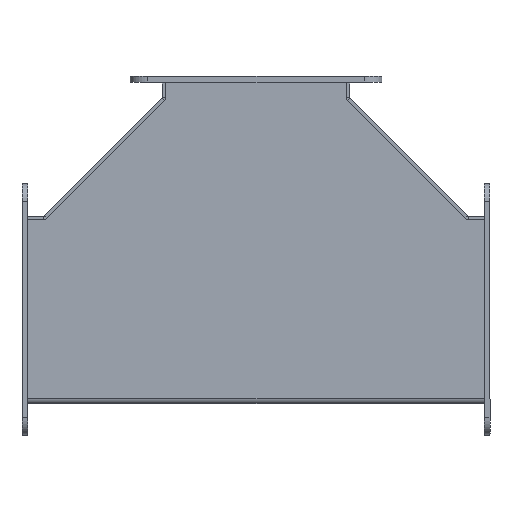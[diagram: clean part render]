
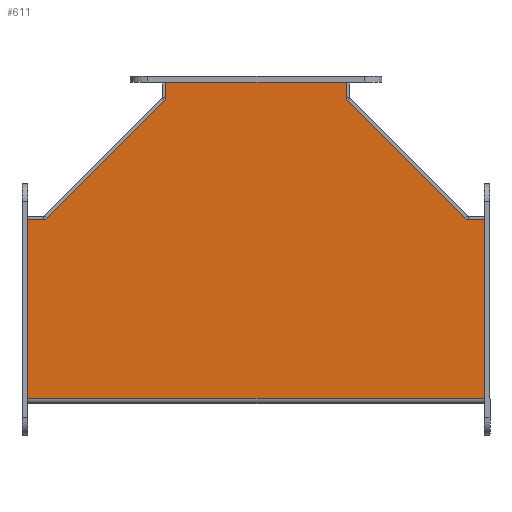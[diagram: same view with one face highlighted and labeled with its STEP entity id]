
A CAD part, top view. The second image highlights one B-rep face of the part: STEP entity #611.
In plain terms, the highlighted planar face has unit normal (0, 0, 1).
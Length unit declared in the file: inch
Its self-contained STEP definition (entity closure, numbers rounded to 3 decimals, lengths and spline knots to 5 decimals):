
#134=CARTESIAN_POINT('',(4.84375,6.852,0.074));
#135=VERTEX_POINT('',#134);
#142=CARTESIAN_POINT('',(4.84375,6.7895,0.074));
#143=VERTEX_POINT('',#142);
#144=CARTESIAN_POINT('',(4.84375,6.7895,0.074));
#145=DIRECTION('',(0.0,1.0,0.0));
#146=VECTOR('',#145,0.0625);
#147=LINE('',#144,#146);
#148=EDGE_CURVE('',#143,#135,#147,.T.);
#173=CARTESIAN_POINT('',(5.03125,6.7895,0.074));
#174=VERTEX_POINT('',#173);
#175=CARTESIAN_POINT('',(5.03125,6.7895,0.074));
#176=DIRECTION('',(-1.0,0.0,0.0));
#177=VECTOR('',#176,0.1875);
#178=LINE('',#175,#177);
#179=EDGE_CURVE('',#174,#143,#178,.T.);
#204=CARTESIAN_POINT('',(5.03125,6.852,0.074));
#205=VERTEX_POINT('',#204);
#206=CARTESIAN_POINT('',(5.03125,6.852,0.074));
#207=DIRECTION('',(0.0,-1.0,0.0));
#208=VECTOR('',#207,0.0625);
#209=LINE('',#206,#208);
#210=EDGE_CURVE('',#205,#174,#209,.T.);
#236=CARTESIAN_POINT('',(0.0625,2.01975,0.074));
#237=VERTEX_POINT('',#236);
#244=CARTESIAN_POINT('',(0.,2.01975,0.074));
#245=VERTEX_POINT('',#244);
#246=CARTESIAN_POINT('',(0.,2.01975,0.074));
#247=DIRECTION('',(1.0,0.0,0.0));
#248=VECTOR('',#247,0.0625);
#249=LINE('',#246,#248);
#250=EDGE_CURVE('',#245,#237,#249,.T.);
#276=CARTESIAN_POINT('',(0.,1.83225,0.074));
#277=VERTEX_POINT('',#276);
#284=CARTESIAN_POINT('',(0.0625,1.83225,0.074));
#285=VERTEX_POINT('',#284);
#286=CARTESIAN_POINT('',(0.0625,1.83225,0.074));
#287=DIRECTION('',(-1.0,0.0,0.0));
#288=VECTOR('',#287,0.0625);
#289=LINE('',#286,#288);
#290=EDGE_CURVE('',#285,#277,#289,.T.);
#313=CARTESIAN_POINT('',(0.0625,2.01975,0.074));
#314=DIRECTION('',(0.0,-1.0,0.0));
#315=VECTOR('',#314,0.1875);
#316=LINE('',#313,#315);
#317=EDGE_CURVE('',#237,#285,#316,.T.);
#338=CARTESIAN_POINT('',(9.875,2.01975,0.074));
#339=VERTEX_POINT('',#338);
#346=CARTESIAN_POINT('',(9.8125,2.01975,0.074));
#347=VERTEX_POINT('',#346);
#348=CARTESIAN_POINT('',(9.8125,2.01975,0.074));
#349=DIRECTION('',(1.0,0.0,0.0));
#350=VECTOR('',#349,0.0625);
#351=LINE('',#348,#350);
#352=EDGE_CURVE('',#347,#339,#351,.T.);
#378=CARTESIAN_POINT('',(9.8125,1.83225,0.074));
#379=VERTEX_POINT('',#378);
#386=CARTESIAN_POINT('',(9.875,1.83225,0.074));
#387=VERTEX_POINT('',#386);
#388=CARTESIAN_POINT('',(9.875,1.83225,0.074));
#389=DIRECTION('',(-1.0,0.0,0.0));
#390=VECTOR('',#389,0.0625);
#391=LINE('',#388,#390);
#392=EDGE_CURVE('',#387,#379,#391,.T.);
#415=CARTESIAN_POINT('',(9.8125,1.83225,0.074));
#416=DIRECTION('',(0.0,1.0,0.0));
#417=VECTOR('',#416,0.1875);
#418=LINE('',#415,#417);
#419=EDGE_CURVE('',#379,#347,#418,.T.);
#439=CARTESIAN_POINT('',(3.0115,6.852,0.074));
#440=VERTEX_POINT('',#439);
#447=CARTESIAN_POINT('',(3.0115,6.852,0.074));
#448=DIRECTION('',(1.0,0.0,0.0));
#449=VECTOR('',#448,1.83225);
#450=LINE('',#447,#449);
#451=EDGE_CURVE('',#440,#135,#450,.T.);
#462=CARTESIAN_POINT('',(6.8635,6.852,0.074));
#463=VERTEX_POINT('',#462);
#464=CARTESIAN_POINT('',(5.03125,6.852,0.074));
#465=DIRECTION('',(1.0,0.0,0.0));
#466=VECTOR('',#465,1.83225);
#467=LINE('',#464,#466);
#468=EDGE_CURVE('',#205,#463,#467,.T.);
#493=CARTESIAN_POINT('',(0.,3.852,0.074));
#494=VERTEX_POINT('',#493);
#495=CARTESIAN_POINT('',(0.,2.01975,0.074));
#496=DIRECTION('',(0.0,1.0,0.0));
#497=VECTOR('',#496,1.83225);
#498=LINE('',#495,#497);
#499=EDGE_CURVE('',#245,#494,#498,.T.);
#518=CARTESIAN_POINT('',(2.77934,3.04977,0.074));
#519=DIRECTION('',(0.0,0.0,1.0));
#520=DIRECTION('',(1.0,0.0,0.0));
#521=AXIS2_PLACEMENT_3D('',#518,#519,#520);
#522=PLANE('',#521);
#523=ORIENTED_EDGE('',*,*,#210,.T.);
#524=ORIENTED_EDGE('',*,*,#179,.T.);
#525=ORIENTED_EDGE('',*,*,#148,.T.);
#526=ORIENTED_EDGE('',*,*,#451,.F.);
#527=CARTESIAN_POINT('',(3.0115,6.4145,0.074));
#528=VERTEX_POINT('',#527);
#529=CARTESIAN_POINT('',(3.0115,6.4145,0.074));
#530=DIRECTION('',(0.0,1.0,0.0));
#531=VECTOR('',#530,0.4375);
#532=LINE('',#529,#531);
#533=EDGE_CURVE('',#528,#440,#532,.T.);
#534=ORIENTED_EDGE('',*,*,#533,.F.);
#535=CARTESIAN_POINT('',(0.4375,3.852,0.074));
#536=VERTEX_POINT('',#535);
#537=CARTESIAN_POINT('',(0.4375,3.852,0.074));
#538=DIRECTION('',(0.709,0.706,0.0));
#539=VECTOR('',#538,3.63206);
#540=LINE('',#537,#539);
#541=EDGE_CURVE('',#536,#528,#540,.T.);
#542=ORIENTED_EDGE('',*,*,#541,.F.);
#543=CARTESIAN_POINT('',(0.,3.852,0.074));
#544=DIRECTION('',(1.0,0.0,0.0));
#545=VECTOR('',#544,0.4375);
#546=LINE('',#543,#545);
#547=EDGE_CURVE('',#494,#536,#546,.T.);
#548=ORIENTED_EDGE('',*,*,#547,.F.);
#549=ORIENTED_EDGE('',*,*,#499,.F.);
#550=ORIENTED_EDGE('',*,*,#250,.T.);
#551=ORIENTED_EDGE('',*,*,#317,.T.);
#552=ORIENTED_EDGE('',*,*,#290,.T.);
#553=CARTESIAN_POINT('',(0.,0.03125,0.074));
#554=VERTEX_POINT('',#553);
#555=CARTESIAN_POINT('',(0.,0.03125,0.074));
#556=DIRECTION('',(0.0,1.0,0.0));
#557=VECTOR('',#556,1.801);
#558=LINE('',#555,#557);
#559=EDGE_CURVE('',#554,#277,#558,.T.);
#560=ORIENTED_EDGE('',*,*,#559,.F.);
#561=CARTESIAN_POINT('',(9.875,0.03125,0.074));
#562=VERTEX_POINT('',#561);
#563=CARTESIAN_POINT('',(0.0,0.03125,0.074));
#564=DIRECTION('',(1.0,0.0,0.0));
#565=VECTOR('',#564,9.875);
#566=LINE('',#563,#565);
#567=EDGE_CURVE('',#554,#562,#566,.T.);
#568=ORIENTED_EDGE('',*,*,#567,.T.);
#569=CARTESIAN_POINT('',(9.875,1.83225,0.074));
#570=DIRECTION('',(0.0,-1.0,0.0));
#571=VECTOR('',#570,1.801);
#572=LINE('',#569,#571);
#573=EDGE_CURVE('',#387,#562,#572,.T.);
#574=ORIENTED_EDGE('',*,*,#573,.F.);
#575=ORIENTED_EDGE('',*,*,#392,.T.);
#576=ORIENTED_EDGE('',*,*,#419,.T.);
#577=ORIENTED_EDGE('',*,*,#352,.T.);
#578=CARTESIAN_POINT('',(9.875,3.852,0.074));
#579=VERTEX_POINT('',#578);
#580=CARTESIAN_POINT('',(9.875,3.852,0.074));
#581=DIRECTION('',(0.0,-1.0,0.0));
#582=VECTOR('',#581,1.83225);
#583=LINE('',#580,#582);
#584=EDGE_CURVE('',#579,#339,#583,.T.);
#585=ORIENTED_EDGE('',*,*,#584,.F.);
#586=CARTESIAN_POINT('',(9.4375,3.852,0.074));
#587=VERTEX_POINT('',#586);
#588=CARTESIAN_POINT('',(9.4375,3.852,0.074));
#589=DIRECTION('',(1.0,0.0,0.0));
#590=VECTOR('',#589,0.4375);
#591=LINE('',#588,#590);
#592=EDGE_CURVE('',#587,#579,#591,.T.);
#593=ORIENTED_EDGE('',*,*,#592,.F.);
#594=CARTESIAN_POINT('',(6.8635,6.4145,0.074));
#595=VERTEX_POINT('',#594);
#596=CARTESIAN_POINT('',(6.8635,6.4145,0.074));
#597=DIRECTION('',(0.709,-0.706,0.0));
#598=VECTOR('',#597,3.63206);
#599=LINE('',#596,#598);
#600=EDGE_CURVE('',#595,#587,#599,.T.);
#601=ORIENTED_EDGE('',*,*,#600,.F.);
#602=CARTESIAN_POINT('',(6.8635,6.852,0.074));
#603=DIRECTION('',(0.0,-1.0,0.0));
#604=VECTOR('',#603,0.4375);
#605=LINE('',#602,#604);
#606=EDGE_CURVE('',#463,#595,#605,.T.);
#607=ORIENTED_EDGE('',*,*,#606,.F.);
#608=ORIENTED_EDGE('',*,*,#468,.F.);
#609=EDGE_LOOP('',(#523,#524,#525,#526,#534,#542,#548,#549,#550,#551,#552,#560,#568,#574,#575,#576,#577,#585,#593,#601,#607,#608));
#610=FACE_OUTER_BOUND('',#609,.T.);
#611=ADVANCED_FACE('',(#610),#522,.T.);
